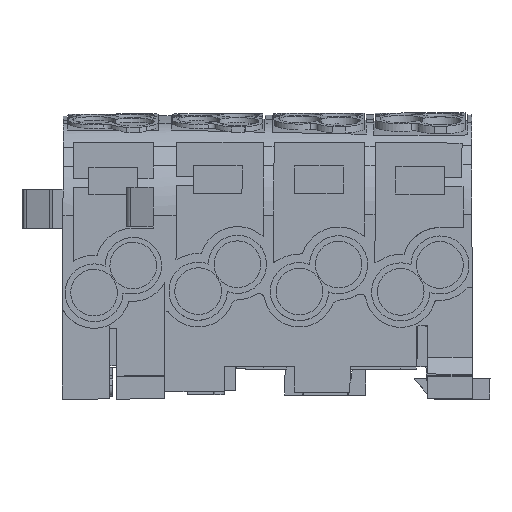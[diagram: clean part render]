
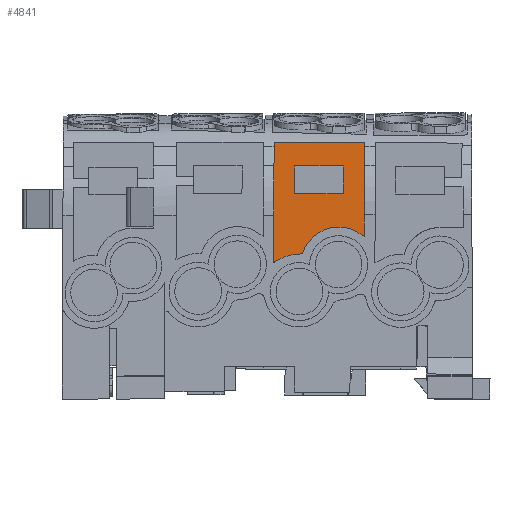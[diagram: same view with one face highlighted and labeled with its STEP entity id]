
A CAD part, front view. The second image highlights one B-rep face of the part: STEP entity #4841.
In plain terms, the highlighted planar face has unit normal (0, -1, 0).
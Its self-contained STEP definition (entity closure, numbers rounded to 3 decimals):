
#4595=AXIS2_PLACEMENT_3D('Plane Axis2P3D',#4592,#4593,#4594) ;
#1616=CARTESIAN_POINT('Vertex',(59.57,9.32,44.574)) ;
#1619=CARTESIAN_POINT('Line Origine',(59.541,9.32,36.425)) ;
#1623=CARTESIAN_POINT('Vertex',(59.513,9.32,28.276)) ;
#1665=CARTESIAN_POINT('Control Point',(59.513,9.32,28.276)) ;
#1666=CARTESIAN_POINT('Control Point',(59.184,9.32,28.505)) ;
#1667=CARTESIAN_POINT('Control Point',(58.852,9.32,28.727)) ;
#1668=CARTESIAN_POINT('Control Point',(58.514,9.32,28.94)) ;
#1669=CARTESIAN_POINT('Control Point',(56.338,9.32,30.171)) ;
#1670=CARTESIAN_POINT('Control Point',(53.655,9.32,30.331)) ;
#1671=CARTESIAN_POINT('Control Point',(51.451,9.32,29.495)) ;
#1672=CARTESIAN_POINT('Control Point',(49.735,9.32,27.78)) ;
#1673=CARTESIAN_POINT('Control Point',(48.907,9.32,25.686)) ;
#1674=CARTESIAN_POINT('Control Point',(48.853,9.32,25.541)) ;
#1675=CARTESIAN_POINT('Control Point',(48.803,9.32,25.395)) ;
#1676=CARTESIAN_POINT('Control Point',(48.756,9.32,25.248)) ;
#1677=CARTESIAN_POINT('Vertex',(48.756,9.32,25.248)) ;
#1728=CARTESIAN_POINT('Control Point',(48.756,9.32,25.248)) ;
#1729=CARTESIAN_POINT('Control Point',(48.598,9.32,25.25)) ;
#1730=CARTESIAN_POINT('Control Point',(48.44,9.32,25.251)) ;
#1731=CARTESIAN_POINT('Control Point',(48.282,9.32,25.252)) ;
#1732=CARTESIAN_POINT('Control Point',(47.602,9.32,25.247)) ;
#1733=CARTESIAN_POINT('Control Point',(46.926,9.32,25.153)) ;
#1734=CARTESIAN_POINT('Control Point',(46.416,9.32,25.029)) ;
#1735=CARTESIAN_POINT('Control Point',(45.674,9.32,24.77)) ;
#1736=CARTESIAN_POINT('Control Point',(44.981,9.32,24.404)) ;
#1737=CARTESIAN_POINT('Control Point',(44.751,9.32,24.282)) ;
#1738=CARTESIAN_POINT('Control Point',(44.409,9.32,24.102)) ;
#1739=CARTESIAN_POINT('Control Point',(44.067,9.32,23.921)) ;
#1740=CARTESIAN_POINT('Control Point',(43.956,9.32,23.863)) ;
#1741=CARTESIAN_POINT('Control Point',(43.845,9.32,23.804)) ;
#1742=CARTESIAN_POINT('Control Point',(43.734,9.32,23.745)) ;
#1743=CARTESIAN_POINT('Vertex',(43.734,9.32,23.745)) ;
#1819=CARTESIAN_POINT('Line Origine',(43.771,9.32,34.187)) ;
#1823=CARTESIAN_POINT('Vertex',(43.807,9.32,44.629)) ;
#4592=CARTESIAN_POINT('Axis2P3D Location',(78.426,9.32,36.874)) ;
#4747=CARTESIAN_POINT('Line Origine',(51.688,9.32,44.601)) ;
#4759=CARTESIAN_POINT('Line Origine',(47.364,9.32,36.509)) ;
#4763=CARTESIAN_POINT('Vertex',(47.364,9.32,36.523)) ;
#4765=CARTESIAN_POINT('Vertex',(47.364,9.32,36.495)) ;
#4768=CARTESIAN_POINT('Line Origine',(47.37,9.32,38.148)) ;
#4772=CARTESIAN_POINT('Vertex',(47.376,9.32,39.773)) ;
#4775=CARTESIAN_POINT('Line Origine',(47.377,9.32,40.178)) ;
#4779=CARTESIAN_POINT('Vertex',(47.379,9.32,40.583)) ;
#4782=CARTESIAN_POINT('Line Origine',(51.613,9.32,40.568)) ;
#4786=CARTESIAN_POINT('Vertex',(55.848,9.32,40.553)) ;
#4789=CARTESIAN_POINT('Line Origine',(55.846,9.32,40.149)) ;
#4793=CARTESIAN_POINT('Vertex',(55.845,9.32,39.744)) ;
#4796=CARTESIAN_POINT('Line Origine',(55.839,9.32,38.119)) ;
#4800=CARTESIAN_POINT('Vertex',(55.834,9.32,36.494)) ;
#4803=CARTESIAN_POINT('Line Origine',(55.834,9.32,36.489)) ;
#4807=CARTESIAN_POINT('Vertex',(55.834,9.32,36.485)) ;
#4810=CARTESIAN_POINT('Line Origine',(55.832,9.32,36.084)) ;
#4814=CARTESIAN_POINT('Vertex',(55.831,9.32,35.684)) ;
#4817=CARTESIAN_POINT('Line Origine',(51.596,9.32,35.699)) ;
#4821=CARTESIAN_POINT('Vertex',(47.362,9.32,35.713)) ;
#4824=CARTESIAN_POINT('Line Origine',(47.363,9.32,36.104)) ;
#1620=DIRECTION('Vector Direction',(0.003,0.,1.)) ;
#1820=DIRECTION('Vector Direction',(-0.003,0.,-1.)) ;
#4593=DIRECTION('Axis2P3D Direction',(0.,1.,0.)) ;
#4594=DIRECTION('Axis2P3D XDirection',(-0.003,0.,-1.)) ;
#4748=DIRECTION('Vector Direction',(1.,0.,-0.003)) ;
#4760=DIRECTION('Vector Direction',(-0.003,0.,-1.)) ;
#4769=DIRECTION('Vector Direction',(-0.003,0.,-1.)) ;
#4776=DIRECTION('Vector Direction',(-0.003,0.,-1.)) ;
#4783=DIRECTION('Vector Direction',(-1.,0.,0.003)) ;
#4790=DIRECTION('Vector Direction',(-0.003,0.,-1.)) ;
#4797=DIRECTION('Vector Direction',(0.003,0.,1.)) ;
#4804=DIRECTION('Vector Direction',(0.003,0.,1.)) ;
#4811=DIRECTION('Vector Direction',(-0.003,0.,-1.)) ;
#4818=DIRECTION('Vector Direction',(1.,0.,-0.003)) ;
#4825=DIRECTION('Vector Direction',(-0.003,0.,-1.)) ;
#1621=VECTOR('Line Direction',#1620,1.) ;
#1821=VECTOR('Line Direction',#1820,1.) ;
#4749=VECTOR('Line Direction',#4748,1.) ;
#4761=VECTOR('Line Direction',#4760,1.) ;
#4770=VECTOR('Line Direction',#4769,1.) ;
#4777=VECTOR('Line Direction',#4776,1.) ;
#4784=VECTOR('Line Direction',#4783,1.) ;
#4791=VECTOR('Line Direction',#4790,1.) ;
#4798=VECTOR('Line Direction',#4797,1.) ;
#4805=VECTOR('Line Direction',#4804,1.) ;
#4812=VECTOR('Line Direction',#4811,1.) ;
#4819=VECTOR('Line Direction',#4818,1.) ;
#4826=VECTOR('Line Direction',#4825,1.) ;
#4753=ORIENTED_EDGE('',*,*,#1625,.T.) ;
#4754=ORIENTED_EDGE('',*,*,#4751,.F.) ;
#4755=ORIENTED_EDGE('',*,*,#1825,.T.) ;
#4756=ORIENTED_EDGE('',*,*,#1745,.T.) ;
#4757=ORIENTED_EDGE('',*,*,#1679,.T.) ;
#4830=ORIENTED_EDGE('',*,*,#4767,.F.) ;
#4831=ORIENTED_EDGE('',*,*,#4774,.F.) ;
#4832=ORIENTED_EDGE('',*,*,#4781,.F.) ;
#4833=ORIENTED_EDGE('',*,*,#4788,.F.) ;
#4834=ORIENTED_EDGE('',*,*,#4795,.T.) ;
#4835=ORIENTED_EDGE('',*,*,#4802,.F.) ;
#4836=ORIENTED_EDGE('',*,*,#4809,.F.) ;
#4837=ORIENTED_EDGE('',*,*,#4816,.T.) ;
#4838=ORIENTED_EDGE('',*,*,#4823,.F.) ;
#4839=ORIENTED_EDGE('',*,*,#4828,.F.) ;
#4840=FACE_BOUND('',#4829,.T.) ;
#4841=ADVANCED_FACE('Koerper.2.1',(#4758,#4840),#4596,.F.) ;
#1664=B_SPLINE_CURVE_WITH_KNOTS('',5,(#1665,#1666,#1667,#1668,#1669,#1670,#1671,#1672,#1673,#1674,#1675,#1676),.UNSPECIFIED.,.F.,.U.,(6,3,3,6),(6.202,8.274,19.234,20.038),.UNSPECIFIED.) ;
#1727=B_SPLINE_CURVE_WITH_KNOTS('',5,(#1728,#1729,#1730,#1731,#1732,#1733,#1734,#1735,#1736,#1737,#1738,#1739,#1740,#1741,#1742),.UNSPECIFIED.,.F.,.U.,(6,3,3,3,6),(2.057,2.848,5.46,6.767,7.395),.UNSPECIFIED.) ;
#1625=EDGE_CURVE('',#1624,#1617,#1622,.T.) ;
#1679=EDGE_CURVE('',#1678,#1624,#1664,.F.) ;
#1745=EDGE_CURVE('',#1744,#1678,#1727,.F.) ;
#1825=EDGE_CURVE('',#1824,#1744,#1822,.T.) ;
#4751=EDGE_CURVE('',#1824,#1617,#4750,.T.) ;
#4767=EDGE_CURVE('',#4764,#4766,#4762,.T.) ;
#4774=EDGE_CURVE('',#4773,#4764,#4771,.T.) ;
#4781=EDGE_CURVE('',#4780,#4773,#4778,.T.) ;
#4788=EDGE_CURVE('',#4787,#4780,#4785,.T.) ;
#4795=EDGE_CURVE('',#4787,#4794,#4792,.T.) ;
#4802=EDGE_CURVE('',#4801,#4794,#4799,.T.) ;
#4809=EDGE_CURVE('',#4808,#4801,#4806,.T.) ;
#4816=EDGE_CURVE('',#4808,#4815,#4813,.T.) ;
#4823=EDGE_CURVE('',#4822,#4815,#4820,.T.) ;
#4828=EDGE_CURVE('',#4766,#4822,#4827,.T.) ;
#4752=EDGE_LOOP('',(#4753,#4754,#4755,#4756,#4757)) ;
#4829=EDGE_LOOP('',(#4830,#4831,#4832,#4833,#4834,#4835,#4836,#4837,#4838,#4839)) ;
#4758=FACE_OUTER_BOUND('',#4752,.T.) ;
#1622=LINE('Line',#1619,#1621) ;
#1822=LINE('Line',#1819,#1821) ;
#4750=LINE('Line',#4747,#4749) ;
#4762=LINE('Line',#4759,#4761) ;
#4771=LINE('Line',#4768,#4770) ;
#4778=LINE('Line',#4775,#4777) ;
#4785=LINE('Line',#4782,#4784) ;
#4792=LINE('Line',#4789,#4791) ;
#4799=LINE('Line',#4796,#4798) ;
#4806=LINE('Line',#4803,#4805) ;
#4813=LINE('Line',#4810,#4812) ;
#4820=LINE('Line',#4817,#4819) ;
#4827=LINE('Line',#4824,#4826) ;
#4596=PLANE('',#4595) ;
#1617=VERTEX_POINT('',#1616) ;
#1624=VERTEX_POINT('',#1623) ;
#1678=VERTEX_POINT('',#1677) ;
#1744=VERTEX_POINT('',#1743) ;
#1824=VERTEX_POINT('',#1823) ;
#4764=VERTEX_POINT('',#4763) ;
#4766=VERTEX_POINT('',#4765) ;
#4773=VERTEX_POINT('',#4772) ;
#4780=VERTEX_POINT('',#4779) ;
#4787=VERTEX_POINT('',#4786) ;
#4794=VERTEX_POINT('',#4793) ;
#4801=VERTEX_POINT('',#4800) ;
#4808=VERTEX_POINT('',#4807) ;
#4815=VERTEX_POINT('',#4814) ;
#4822=VERTEX_POINT('',#4821) ;
